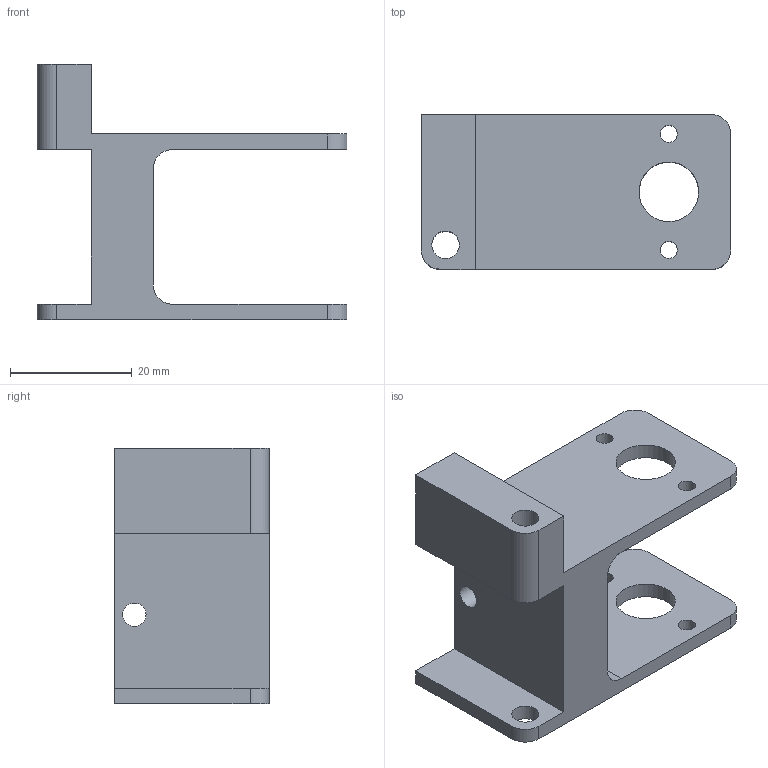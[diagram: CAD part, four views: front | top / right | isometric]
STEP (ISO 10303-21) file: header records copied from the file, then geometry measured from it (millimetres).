
FILE_DESCRIPTION(/* description */ (''),/* implementation_level */ '2;1');
FILE_NAME(/* name */ 'Mirror Odometry Holder.stp',/* time_stamp */ '2019-09-05T19:36:11-04:00',/* author */ ('ishaa'),/* organization */ (''),/* preprocessor_version */ 'ST-DEVELOPER v18',/* originating_system */ 'Autodesk Inventor 2020',/* authorisation */ '');
FILE_SCHEMA (('AUTOMOTIVE_DESIGN { 1 0 10303 214 3 1 1 }'));
Length unit declared in the file: inch
Products named in the file (1): Mirror Odometry Holder
Bounding box: 50.8 x 25.4 x 41.91 mm (x, y, z)
Volume: 14920.6 mm3; surface area: 8051.2 mm2
Topology: 1 solids, 1 shells, 33 faces, 98 edges, 67 vertices
Faces by surface type: cylinder 17, plane 16
Full cylindrical faces by diameter (mm): 2.794 x4, 3.81 x1, 4.5 x2, 9.779 x2
Entity records: 1210 total; most frequent: DIRECTION 205, CARTESIAN_POINT 199, ORIENTED_EDGE 196, EDGE_CURVE 98, AXIS2_PLACEMENT_3D 73, VERTEX_POINT 67, LINE 59, VECTOR 59
